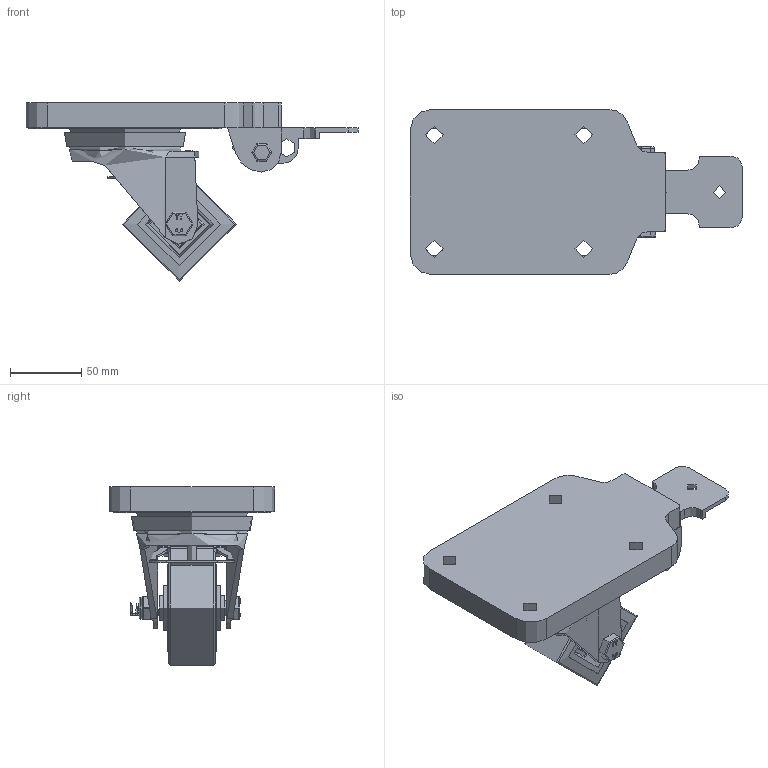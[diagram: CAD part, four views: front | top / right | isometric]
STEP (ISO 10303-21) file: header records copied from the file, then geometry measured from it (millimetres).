
FILE_DESCRIPTION(/* description */ (''),/* implementation_level */ '2;1');
FILE_NAME(/* name */ 'BZEH80SRNBFPSWB.step',/* time_stamp */ '2025-06-23T11:10:30+01:00',/* author */ (''),/* organization */ (''),/* preprocessor_version */ 'ST-DEVELOPER v20.1',/* originating_system */ 'Autodesk Translation Framework v14.10.0.0',/* authorisation */ '');
FILE_SCHEMA (('AUTOMOTIVE_DESIGN { 1 0 10303 214 3 1 1 }'));
Length unit declared in the file: millimetre
Products named in the file (35): BZEH80SRNBFPSWB; BZEH80ASFPSWBLP v1; BZEH100ASFPSWBLP; ZINC PLATED, PRESSED STEEL TOP PLATE; ZINC PLATED, PRESSED STEEL FORKS; BEARING SEAL; BRAKE PAD; PIN; BOLTS; NUT; PEDAL; BOLTS2; CONNECTOR; TOP PLATE; BZMH80WSRNRB v1; 65 SHORE A ELASTIC RUBBER TYRE; NYLON RIM; NYLON RIM Geometry; CAP; ROLLER BEARING; Component5; Pattern; Component6; TUBEM12X46X10 v1; ZINC PLATED AXLE TUBE; WP12X18X2.5BLK v1; FLAT NYLON WASHER; WP12X18X2.5BLK v1 (1); FLAT NYLON WASHER (1); HEXBOLTM10X70Z8.8 v2; GRADE 8.8 THREADED ZINC PLATED BOLT; NYLOCM10Z v1; NYLOC NUT; RUBBER; NUT (1)
Assembly tree (41 placements, depth 5):
  BZEH80SRNBFPSWB
    BZEH80ASFPSWBLP v1
      BZEH100ASFPSWBLP
        ZINC PLATED, PRESSED STEEL TOP PLATE
        ZINC PLATED, PRESSED STEEL FORKS
        BEARING SEAL
        BRAKE PAD
        PIN
        BOLTS
        NUT
        PEDAL
        BOLTS2
        CONNECTOR
        TOP PLATE
    BZMH80WSRNRB v1
      65 SHORE A ELASTIC RUBBER TYRE
      NYLON RIM
        NYLON RIM Geometry
        CAP
      ROLLER BEARING
        Component5
        Pattern
          Component6  x8
    TUBEM12X46X10 v1
      ZINC PLATED AXLE TUBE
    WP12X18X2.5BLK v1
      FLAT NYLON WASHER
    WP12X18X2.5BLK v1 (1)
      FLAT NYLON WASHER (1)
    HEXBOLTM10X70Z8.8 v2
      GRADE 8.8 THREADED ZINC PLATED BOLT
    NYLOCM10Z v1
      NYLOC NUT
        RUBBER
        NUT (1)
Bounding box: 233 x 116 x 125 mm (x, y, z)
Volume: 599108.6 mm3; surface area: 211778.4 mm2
Topology: 33 solids, 33 shells, 797 faces, 2060 edges, 1337 vertices
Faces by surface type: plane 446, cylinder 273, bspline 38, torus 16, cone 12, sphere 12
Full cylindrical faces by diameter (mm): 3.75 x8, 5 x9, 6 x5, 8.141 x18, 8.5 x1, 9.85 x19, 10 x4, 10.2 x2, 11.95 x1, 12 x2, 12.4 x2, 12.5 x6, 12.6 x1, 16 x2, 18 x2, 20 x2, 20.5 x1, 24.6 x1, 24.8 x1, 25 x1, 31 x1, 32 x1, 50.5 x1, 58.5 x2, 72 x1, 78 x1, 80 x1
Entity records: 30924 total; most frequent: CARTESIAN_POINT 10534, ORIENTED_EDGE 4078, DIRECTION 4046, EDGE_CURVE 2039, AXIS2_PLACEMENT_3D 1372, VERTEX_POINT 1323, LINE 1302, VECTOR 1302
